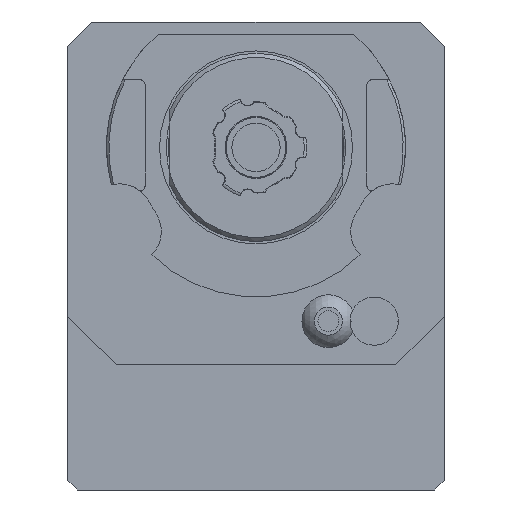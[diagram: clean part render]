
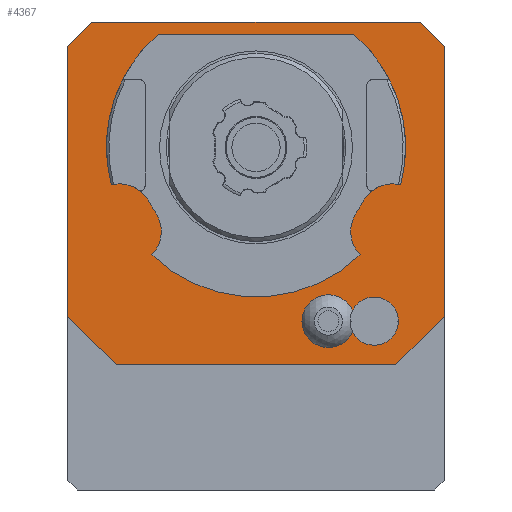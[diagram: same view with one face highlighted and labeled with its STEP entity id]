
A CAD part, left-side view. The second image highlights one B-rep face of the part: STEP entity #4367.
In plain terms, the highlighted planar face has unit normal (-1, 0, 0).
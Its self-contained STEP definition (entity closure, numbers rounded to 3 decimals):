
#359=DIRECTION('',(0.,0.707,-0.707));
#360=VECTOR('',#359,14.142);
#361=CARTESIAN_POINT('',(-65.8,-39.,1.));
#362=LINE('',#361,#360);
#363=DIRECTION('',(0.,1.,0.));
#364=VECTOR('',#363,58.);
#365=CARTESIAN_POINT('',(-65.8,-29.,-9.));
#366=LINE('',#365,#364);
#367=DIRECTION('',(0.,0.707,0.707));
#368=VECTOR('',#367,14.142);
#369=CARTESIAN_POINT('',(-65.8,29.,-9.));
#370=LINE('',#369,#368);
#371=DIRECTION('',(0.,0.,1.));
#372=VECTOR('',#371,56.);
#373=CARTESIAN_POINT('',(-65.8,39.,1.));
#374=LINE('',#373,#372);
#375=DIRECTION('',(0.,0.707,-0.707));
#376=VECTOR('',#375,7.071);
#377=CARTESIAN_POINT('',(-65.8,34.,62.));
#378=LINE('',#377,#376);
#379=DIRECTION('',(0.,-1.,0.));
#380=VECTOR('',#379,68.);
#381=CARTESIAN_POINT('',(-65.8,34.,62.));
#382=LINE('',#381,#380);
#383=DIRECTION('',(0.,0.707,0.707));
#384=VECTOR('',#383,7.071);
#385=CARTESIAN_POINT('',(-65.8,-39.,57.));
#386=LINE('',#385,#384);
#387=DIRECTION('',(0.,0.,-1.));
#388=VECTOR('',#387,56.);
#389=CARTESIAN_POINT('',(-65.8,-39.,57.));
#390=LINE('',#389,#388);
#391=CARTESIAN_POINT('',(-65.8,0.,36.));
#392=DIRECTION('',(-1.,0.,0.));
#393=DIRECTION('',(0.,0.,-1.));
#394=AXIS2_PLACEMENT_3D('',#391,#392,#393);
#396=CARTESIAN_POINT('',(-65.8,0.,36.));
#397=DIRECTION('',(-1.,0.,0.));
#398=DIRECTION('',(0.,0.,1.));
#399=AXIS2_PLACEMENT_3D('',#396,#397,#398);
#401=CARTESIAN_POINT('',(-65.8,-15.,0.));
#402=DIRECTION('',(1.,0.,0.));
#403=DIRECTION('',(0.,0.,1.));
#404=AXIS2_PLACEMENT_3D('',#401,#402,#403);
#406=CARTESIAN_POINT('',(-65.8,-15.,0.));
#407=DIRECTION('',(1.,0.,0.));
#408=DIRECTION('',(0.,0.,-1.));
#409=AXIS2_PLACEMENT_3D('',#406,#407,#408);
#411=CARTESIAN_POINT('',(-65.8,-24.5,0.));
#412=DIRECTION('',(1.,0.,0.));
#413=DIRECTION('',(0.,1.,0.));
#414=AXIS2_PLACEMENT_3D('',#411,#412,#413);
#416=CARTESIAN_POINT('',(-65.8,-24.5,0.));
#417=DIRECTION('',(1.,0.,0.));
#418=DIRECTION('',(0.,-1.,0.));
#419=AXIS2_PLACEMENT_3D('',#416,#417,#418);
#3427=CARTESIAN_POINT('',(-65.8,-39.,57.));
#3428=CARTESIAN_POINT('',(-65.8,-34.,62.));
#3429=VERTEX_POINT('',#3427);
#3430=VERTEX_POINT('',#3428);
#3431=CARTESIAN_POINT('',(-65.8,34.,62.));
#3432=CARTESIAN_POINT('',(-65.8,39.,57.));
#3433=VERTEX_POINT('',#3431);
#3434=VERTEX_POINT('',#3432);
#3439=CARTESIAN_POINT('',(-65.8,-39.,1.));
#3440=CARTESIAN_POINT('',(-65.8,-29.,-9.));
#3441=VERTEX_POINT('',#3439);
#3442=VERTEX_POINT('',#3440);
#3443=CARTESIAN_POINT('',(-65.8,29.,-9.));
#3444=VERTEX_POINT('',#3443);
#3445=CARTESIAN_POINT('',(-65.8,39.,1.));
#3446=VERTEX_POINT('',#3445);
#3825=CARTESIAN_POINT('',(-65.8,0.,14.));
#3826=CARTESIAN_POINT('',(-65.8,0.,58.));
#3827=VERTEX_POINT('',#3825);
#3828=VERTEX_POINT('',#3826);
#3837=CARTESIAN_POINT('',(-65.8,-15.,5.477));
#3838=CARTESIAN_POINT('',(-65.8,-15.,-5.477));
#3839=VERTEX_POINT('',#3837);
#3840=VERTEX_POINT('',#3838);
#3853=CARTESIAN_POINT('',(-65.8,-21.2,0.));
#3854=CARTESIAN_POINT('',(-65.8,-27.8,0.));
#3855=VERTEX_POINT('',#3853);
#3856=VERTEX_POINT('',#3854);
#4331=CARTESIAN_POINT('',(-65.8,0.,0.));
#4332=DIRECTION('',(1.,0.,0.));
#4333=DIRECTION('',(0.,0.,1.));
#4334=AXIS2_PLACEMENT_3D('',#4331,#4332,#4333);
#4335=PLANE('',#4334);
#4337=ORIENTED_EDGE('',*,*,#4336,.T.);
#4339=ORIENTED_EDGE('',*,*,#4338,.T.);
#4341=ORIENTED_EDGE('',*,*,#4340,.T.);
#4342=ORIENTED_EDGE('',*,*,#4270,.T.);
#4343=ORIENTED_EDGE('',*,*,#4118,.F.);
#4344=ORIENTED_EDGE('',*,*,#4133,.T.);
#4345=ORIENTED_EDGE('',*,*,#4147,.F.);
#4346=ORIENTED_EDGE('',*,*,#4165,.T.);
#4347=EDGE_LOOP('',(#4337,#4339,#4341,#4342,#4343,#4344,#4345,#4346));
#4348=FACE_OUTER_BOUND('',#4347,.F.);
#4350=ORIENTED_EDGE('',*,*,#4349,.T.);
#4352=ORIENTED_EDGE('',*,*,#4351,.T.);
#4353=EDGE_LOOP('',(#4350,#4352));
#4354=FACE_BOUND('',#4353,.F.);
#4356=ORIENTED_EDGE('',*,*,#4355,.F.);
#4358=ORIENTED_EDGE('',*,*,#4357,.F.);
#4359=EDGE_LOOP('',(#4356,#4358));
#4360=FACE_BOUND('',#4359,.F.);
#4362=ORIENTED_EDGE('',*,*,#4361,.F.);
#4364=ORIENTED_EDGE('',*,*,#4363,.F.);
#4365=EDGE_LOOP('',(#4362,#4364));
#4366=FACE_BOUND('',#4365,.F.);
#4367=ADVANCED_FACE('',(#4348,#4354,#4360,#4366),#4335,.F.);
#395=CIRCLE('',#394,22.);
#400=CIRCLE('',#399,22.);
#405=CIRCLE('',#404,5.477);
#410=CIRCLE('',#409,5.477);
#415=CIRCLE('',#414,3.3);
#420=CIRCLE('',#419,3.3);
#4118=EDGE_CURVE('',#3433,#3434,#378,.T.);
#4133=EDGE_CURVE('',#3433,#3430,#382,.T.);
#4147=EDGE_CURVE('',#3429,#3430,#386,.T.);
#4165=EDGE_CURVE('',#3429,#3441,#390,.T.);
#4270=EDGE_CURVE('',#3446,#3434,#374,.T.);
#4336=EDGE_CURVE('',#3441,#3442,#362,.T.);
#4338=EDGE_CURVE('',#3442,#3444,#366,.T.);
#4340=EDGE_CURVE('',#3444,#3446,#370,.T.);
#4349=EDGE_CURVE('',#3827,#3828,#395,.T.);
#4351=EDGE_CURVE('',#3828,#3827,#400,.T.);
#4355=EDGE_CURVE('',#3839,#3840,#405,.T.);
#4357=EDGE_CURVE('',#3840,#3839,#410,.T.);
#4361=EDGE_CURVE('',#3855,#3856,#415,.T.);
#4363=EDGE_CURVE('',#3856,#3855,#420,.T.);
